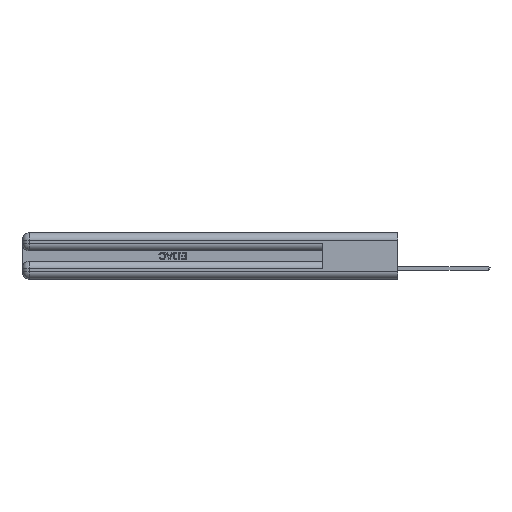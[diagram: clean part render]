
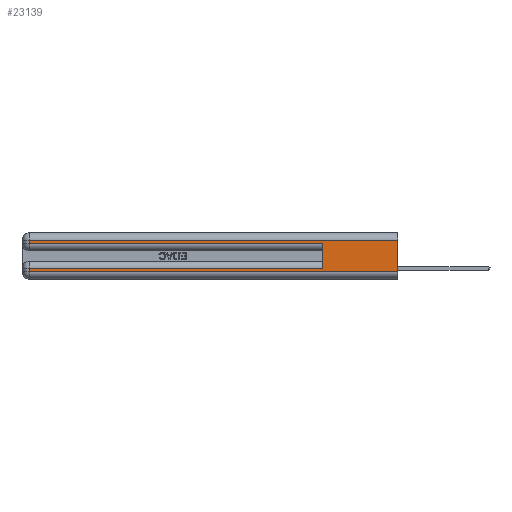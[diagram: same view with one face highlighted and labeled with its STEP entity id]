
A CAD part, left-side view. The second image highlights one B-rep face of the part: STEP entity #23139.
In plain terms, the highlighted planar face has unit normal (-1, 0, 0).
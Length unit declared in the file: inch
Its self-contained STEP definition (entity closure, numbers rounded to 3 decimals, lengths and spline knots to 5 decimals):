
#444 = VECTOR ( 'NONE', #5438, 39.37008 ) ;
#1141 = CARTESIAN_POINT ( 'NONE',  ( 0., 2.94, 0.285 ) ) ;
#1607 = CARTESIAN_POINT ( 'NONE',  ( 0., 0.6, 0.085 ) ) ;
#1827 = DIRECTION ( 'NONE',  ( 0., 1., 0. ) ) ;
#2435 = VECTOR ( 'NONE', #32030, 39.37008 ) ;
#2492 = VERTEX_POINT ( 'NONE', #48482 ) ;
#4936 = CARTESIAN_POINT ( 'NONE',  ( 0., 2.94, 0.37 ) ) ;
#4937 = VECTOR ( 'NONE', #27029, 39.37008 ) ;
#5281 = DIRECTION ( 'NONE',  ( 0., 1., 0. ) ) ;
#5438 = DIRECTION ( 'NONE',  ( 0., 0., -1. ) ) ;
#5731 = CARTESIAN_POINT ( 'NONE',  ( 0., 0., 0.37 ) ) ;
#7224 = EDGE_CURVE ( 'NONE', #2492, #11627, #11999, .T. ) ;
#7431 = ORIENTED_EDGE ( 'NONE', *, *, #31432, .F. ) ;
#8810 = VERTEX_POINT ( 'NONE', #25985 ) ;
#9101 = VERTEX_POINT ( 'NONE', #27400 ) ;
#9316 = VERTEX_POINT ( 'NONE', #29867 ) ;
#9795 = ORIENTED_EDGE ( 'NONE', *, *, #22369, .T. ) ;
#10727 = LINE ( 'NONE', #47468, #34662 ) ;
#11129 = EDGE_CURVE ( 'NONE', #39130, #8810, #39692, .T. ) ;
#11627 = VERTEX_POINT ( 'NONE', #1141 ) ;
#11698 = FACE_OUTER_BOUND ( 'NONE', #43676, .T. ) ;
#11999 = LINE ( 'NONE', #4936, #4937 ) ;
#12496 = VECTOR ( 'NONE', #13187, 39.37008 ) ;
#13187 = DIRECTION ( 'NONE',  ( 0., 0., 1. ) ) ;
#13663 = LINE ( 'NONE', #36106, #38242 ) ;
#15330 = EDGE_CURVE ( 'NONE', #8810, #29048, #10727, .T. ) ;
#15637 = CARTESIAN_POINT ( 'NONE',  ( 0., 0., 0.085 ) ) ;
#18602 = ORIENTED_EDGE ( 'NONE', *, *, #23412, .T. ) ;
#20550 = DIRECTION ( 'NONE',  ( 0., -1., 0. ) ) ;
#20889 = CARTESIAN_POINT ( 'NONE',  ( 0., 0.6, 0.145 ) ) ;
#20933 = CARTESIAN_POINT ( 'NONE',  ( 0., 0., 0.06 ) ) ;
#21344 = ORIENTED_EDGE ( 'NONE', *, *, #7224, .T. ) ;
#21499 = ORIENTED_EDGE ( 'NONE', *, *, #15330, .T. ) ;
#22369 = EDGE_CURVE ( 'NONE', #29048, #9101, #44080, .T. ) ;
#23139 = ADVANCED_FACE ( 'NONE', ( #11698 ), #36197, .F. ) ;
#23412 = EDGE_CURVE ( 'NONE', #9316, #2492, #41596, .T. ) ;
#25985 = CARTESIAN_POINT ( 'NONE',  ( 0., 2.94, 0.085 ) ) ;
#26190 = ORIENTED_EDGE ( 'NONE', *, *, #11129, .T. ) ;
#27029 = DIRECTION ( 'NONE',  ( 0., 0., -1. ) ) ;
#27400 = CARTESIAN_POINT ( 'NONE',  ( 0., 0., 0.06 ) ) ;
#28902 = ORIENTED_EDGE ( 'NONE', *, *, #45738, .F. ) ;
#29048 = VERTEX_POINT ( 'NONE', #37772 ) ;
#29867 = CARTESIAN_POINT ( 'NONE',  ( 0., 0., 0.31 ) ) ;
#31432 = EDGE_CURVE ( 'NONE', #39130, #40550, #41822, .T. ) ;
#31926 = DIRECTION ( 'NONE',  ( 1., 0., 0. ) ) ;
#31994 = ORIENTED_EDGE ( 'NONE', *, *, #47095, .T. ) ;
#32030 = DIRECTION ( 'NONE',  ( 0., -1., 0. ) ) ;
#32374 = DIRECTION ( 'NONE',  ( 0., 0., -1. ) ) ;
#34662 = VECTOR ( 'NONE', #32374, 39.37008 ) ;
#35601 = VECTOR ( 'NONE', #1827, 39.37008 ) ;
#36106 = CARTESIAN_POINT ( 'NONE',  ( 0., 0., 0.285 ) ) ;
#36197 = PLANE ( 'NONE',  #36608 ) ;
#36608 = AXIS2_PLACEMENT_3D ( 'NONE', #5731, #31926, #43270 ) ;
#37772 = CARTESIAN_POINT ( 'NONE',  ( 0., 2.94, 0.06 ) ) ;
#37807 = CARTESIAN_POINT ( 'NONE',  ( 0., 0.6, 0.285 ) ) ;
#38242 = VECTOR ( 'NONE', #20550, 39.37008 ) ;
#38600 = LINE ( 'NONE', #39186, #444 ) ;
#38685 = VECTOR ( 'NONE', #5281, 39.37008 ) ;
#39130 = VERTEX_POINT ( 'NONE', #1607 ) ;
#39186 = CARTESIAN_POINT ( 'NONE',  ( 0., 0., 0.37 ) ) ;
#39692 = LINE ( 'NONE', #15637, #35601 ) ;
#40550 = VERTEX_POINT ( 'NONE', #37807 ) ;
#41596 = LINE ( 'NONE', #46401, #38685 ) ;
#41822 = LINE ( 'NONE', #20889, #12496 ) ;
#43270 = DIRECTION ( 'NONE',  ( 0., 0., -1. ) ) ;
#43676 = EDGE_LOOP ( 'NONE', ( #28902, #18602, #21344, #31994, #7431, #26190, #21499, #9795 ) ) ;
#44080 = LINE ( 'NONE', #20933, #2435 ) ;
#45738 = EDGE_CURVE ( 'NONE', #9316, #9101, #38600, .T. ) ;
#46401 = CARTESIAN_POINT ( 'NONE',  ( 0., 0., 0.31 ) ) ;
#47095 = EDGE_CURVE ( 'NONE', #11627, #40550, #13663, .T. ) ;
#47468 = CARTESIAN_POINT ( 'NONE',  ( 0., 2.94, 0.37 ) ) ;
#48482 = CARTESIAN_POINT ( 'NONE',  ( 0., 2.94, 0.31 ) ) ;
